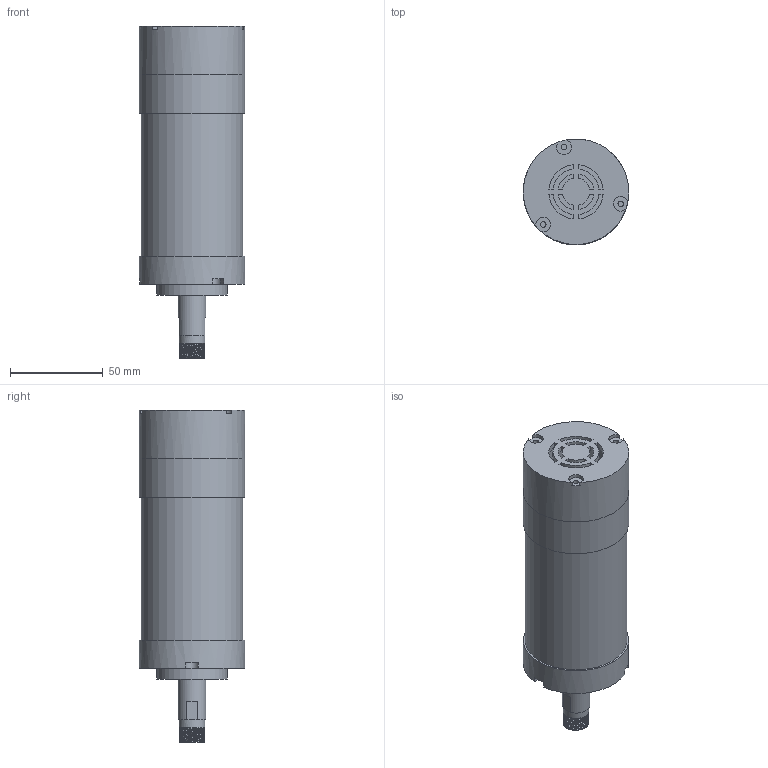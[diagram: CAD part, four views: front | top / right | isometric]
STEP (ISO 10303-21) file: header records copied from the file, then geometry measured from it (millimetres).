
FILE_DESCRIPTION(/* description */ (''),/* implementation_level */ '2;1');
FILE_NAME(/* name */ 'DC Spinndle v1.step',/* time_stamp */ '2024-05-03T17:42:30+01:00',/* author */ (''),/* organization */ (''),/* preprocessor_version */ 'ST-DEVELOPER v20',/* originating_system */ 'Autodesk Translation Framework v12.20.1.177',/* authorisation */ '');
FILE_SCHEMA (('AUTOMOTIVE_DESIGN { 1 0 10303 214 3 1 1 }'));
Length unit declared in the file: millimetre
Products named in the file (5): DC Spinndle; Component1; Component2; Component3; Component4
Assembly tree (4 placements, depth 2):
  DC Spinndle
    Component1
    Component2
    Component3
    Component4
Bounding box: 57 x 57 x 179.2 mm (x, y, z)
Volume: 312761.8 mm3; surface area: 52329.1 mm2
Topology: 4 solids, 4 shells, 225 faces, 587 edges, 386 vertices
Faces by surface type: cylinder 138, plane 67, bspline 14, cone 6
Full cylindrical faces by diameter (mm): 2.529 x12, 3 x6, 3.086 x6, 11 x1, 13.044 x10, 13.908 x11, 15 x1, 38 x1, 45 x1, 55 x1, 57 x3
Entity records: 15202 total; most frequent: CARTESIAN_POINT 9858, ORIENTED_EDGE 1174, DIRECTION 937, EDGE_CURVE 587, VERTEX_POINT 386, AXIS2_PLACEMENT_3D 361, EDGE_LOOP 257, B_SPLINE_CURVE_WITH_KNOTS 231
